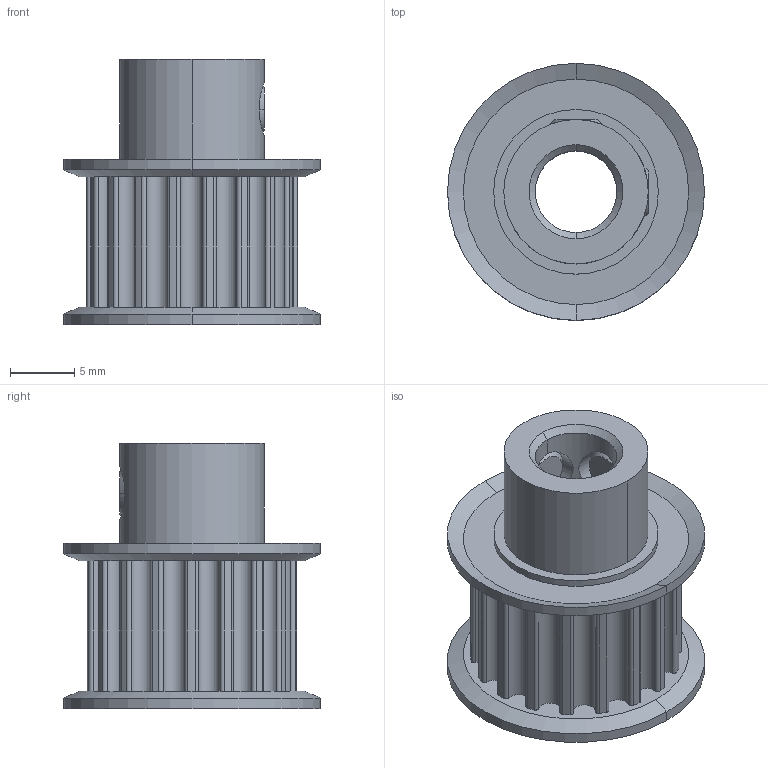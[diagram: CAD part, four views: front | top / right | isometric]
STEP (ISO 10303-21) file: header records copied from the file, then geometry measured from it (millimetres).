
FILE_DESCRIPTION((''),'2;1');
FILE_NAME('18-3M09-6FA3','2018-12-22T',('SYSTEM'),(''),'PRO/ENGINEER BY PARAMETRIC TECHNOLOGY CORPORATION, 2016360','PRO/ENGINEER BY PARAMETRIC TECHNOLOGY CORPORATION, 2016360','');
FILE_SCHEMA(('AUTOMOTIVE_DESIGN { 1 0 10303 214 1 1 1 1 }'));
Length unit declared in the file: inch
Products named in the file (1): 18-3M09-6FA3
Bounding box: 19.99 x 19.99 x 20.62 mm (x, y, z)
Volume: 2532.1 mm3; surface area: 2552.1 mm2
Topology: 1 solids, 1 shells, 137 faces, 366 edges, 240 vertices
Faces by surface type: cylinder 92, plane 25, cone 20
Entity records: 4919 total; most frequent: CARTESIAN_POINT 1187, DIRECTION 838, ORIENTED_EDGE 732, EDGE_CURVE 366, AXIS2_PLACEMENT_3D 343, VERTEX_POINT 240, CIRCLE 206, VECTOR 152
